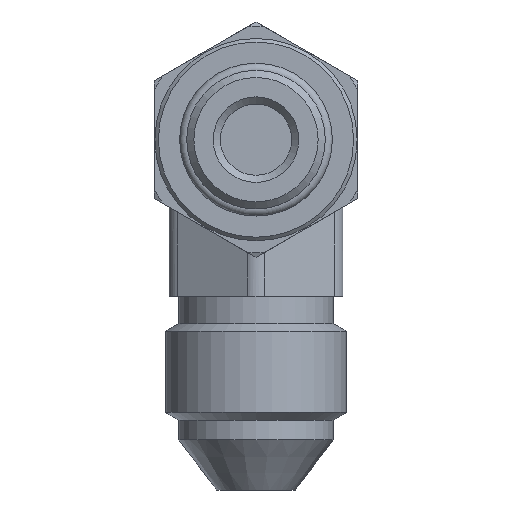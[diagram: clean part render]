
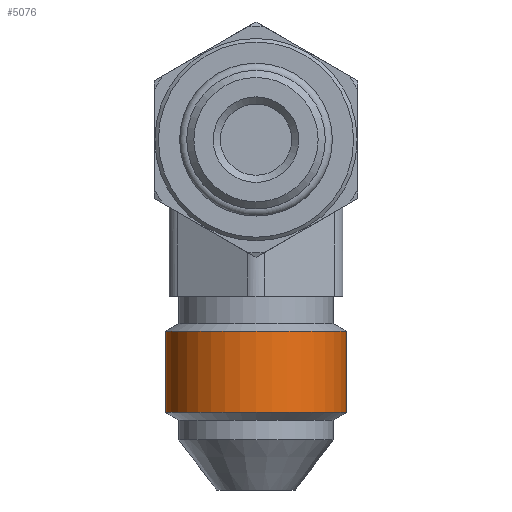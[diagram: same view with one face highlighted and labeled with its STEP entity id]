
A CAD part, left-side view. The second image highlights one B-rep face of the part: STEP entity #5076.
In plain terms, the highlighted cylindrical face has radius 6.35 mm (diameter 12.7 mm), a full revolution.
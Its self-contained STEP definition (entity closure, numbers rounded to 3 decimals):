
#301=CYLINDRICAL_SURFACE('',#5369,6.35);
#743=FACE_OUTER_BOUND('',#1050,.T.);
#1050=EDGE_LOOP('',(#4654,#4655,#4656,#4657));
#1546=LINE('',#8941,#2028);
#2028=VECTOR('',#6372,6.35);
#2092=CIRCLE('',#5368,6.35);
#2093=CIRCLE('',#5370,6.35);
#2556=VERTEX_POINT('',#8935);
#2557=VERTEX_POINT('',#8939);
#3265=EDGE_CURVE('',#2556,#2556,#2092,.T.);
#3267=EDGE_CURVE('',#2557,#2557,#2093,.T.);
#3268=EDGE_CURVE('',#2557,#2556,#1546,.T.);
#4654=ORIENTED_EDGE('',*,*,#3267,.F.);
#4655=ORIENTED_EDGE('',*,*,#3268,.T.);
#4656=ORIENTED_EDGE('',*,*,#3265,.T.);
#4657=ORIENTED_EDGE('',*,*,#3268,.F.);
#5076=ADVANCED_FACE('',(#743),#301,.T.);
#5368=AXIS2_PLACEMENT_3D('',#8936,#6365,#6366);
#5369=AXIS2_PLACEMENT_3D('',#8938,#6368,#6369);
#5370=AXIS2_PLACEMENT_3D('',#8940,#6370,#6371);
#6365=DIRECTION('center_axis',(0.,0.,1.));
#6366=DIRECTION('ref_axis',(0.,-1.,0.));
#6368=DIRECTION('center_axis',(0.,0.,1.));
#6369=DIRECTION('ref_axis',(0.,-1.,0.));
#6370=DIRECTION('center_axis',(0.,0.,1.));
#6371=DIRECTION('ref_axis',(0.,-1.,0.));
#6372=DIRECTION('',(0.,0.,-1.));
#8935=CARTESIAN_POINT('',(23.174,6.35,-19.144));
#8936=CARTESIAN_POINT('Origin',(23.174,0.,-19.144));
#8938=CARTESIAN_POINT('Origin',(23.174,0.,-16.296));
#8939=CARTESIAN_POINT('',(23.174,6.35,-13.448));
#8940=CARTESIAN_POINT('Origin',(23.174,0.,-13.448));
#8941=CARTESIAN_POINT('',(23.174,6.35,-16.296));
